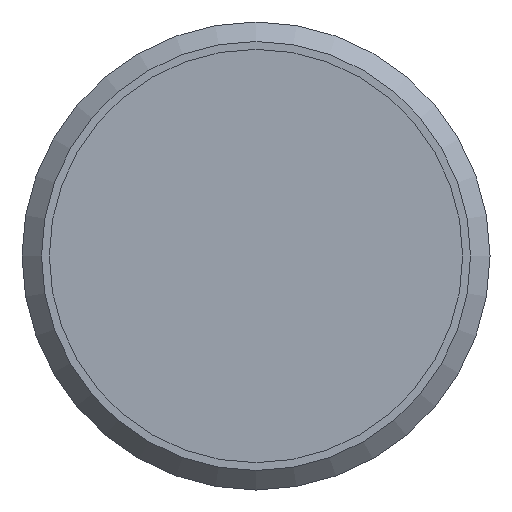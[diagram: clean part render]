
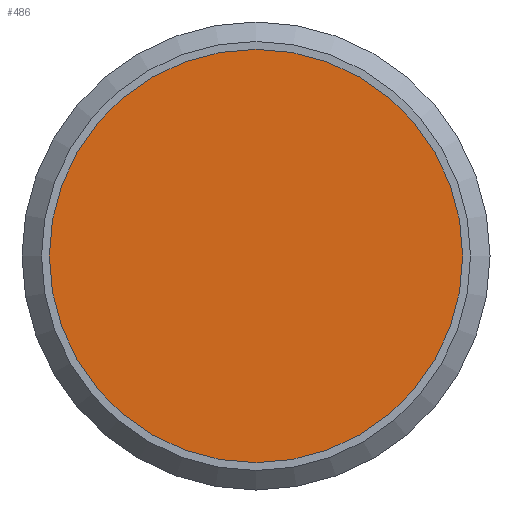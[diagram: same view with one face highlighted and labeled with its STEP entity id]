
A CAD part, front view. The second image highlights one B-rep face of the part: STEP entity #486.
In plain terms, the highlighted planar face has unit normal (0, -1, 0).
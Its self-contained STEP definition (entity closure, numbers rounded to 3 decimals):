
#35=PLANE('',#563);
#60=FACE_OUTER_BOUND('',#92,.T.);
#92=EDGE_LOOP('',(#398));
#129=CIRCLE('',#561,5.3);
#223=VERTEX_POINT('',#912);
#282=EDGE_CURVE('',#223,#223,#129,.T.);
#398=ORIENTED_EDGE('',*,*,#282,.T.);
#486=ADVANCED_FACE('',(#60),#35,.T.);
#561=AXIS2_PLACEMENT_3D('',#913,#693,#694);
#563=AXIS2_PLACEMENT_3D('',#917,#698,#699);
#693=DIRECTION('center_axis',(0.,-1.,0.));
#694=DIRECTION('ref_axis',(1.,0.,0.));
#698=DIRECTION('center_axis',(0.,-1.,0.));
#699=DIRECTION('ref_axis',(0.,0.,-1.));
#912=CARTESIAN_POINT('',(-5.3,-8.,0.));
#913=CARTESIAN_POINT('Origin',(0.,-8.,0.));
#917=CARTESIAN_POINT('Origin',(2.65,-8.,0.));
